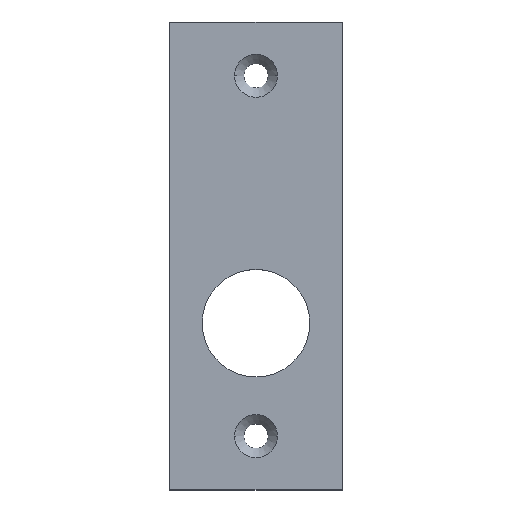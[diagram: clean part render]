
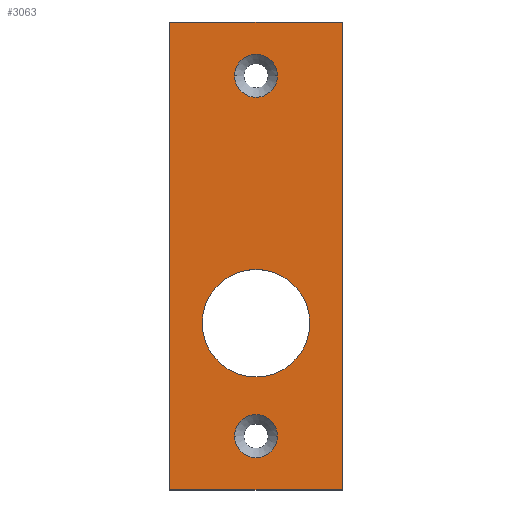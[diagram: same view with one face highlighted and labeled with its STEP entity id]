
A CAD part, top view. The second image highlights one B-rep face of the part: STEP entity #3063.
In plain terms, the highlighted planar face has unit normal (0, 0, 1).
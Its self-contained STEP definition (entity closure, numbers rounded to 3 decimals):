
#64 = DIRECTION ( 'NONE',  ( 0., 1., 0. ) ) ;
#192 = AXIS2_PLACEMENT_3D ( 'NONE', #4604, #5363, #4578 ) ;
#204 = LINE ( 'NONE', #4134, #1209 ) ;
#248 = FACE_BOUND ( 'NONE', #9359, .T. ) ;
#572 = VERTEX_POINT ( 'NONE', #1893 ) ;
#695 = DIRECTION ( 'NONE',  ( 0., 0., -1. ) ) ;
#785 = AXIS2_PLACEMENT_3D ( 'NONE', #3110, #695, #8742 ) ;
#835 = VECTOR ( 'NONE', #2498, 1000. ) ;
#863 = AXIS2_PLACEMENT_3D ( 'NONE', #7077, #8026, #4091 ) ;
#905 = EDGE_CURVE ( 'NONE', #572, #4152, #6025, .T. ) ;
#987 = ORIENTED_EDGE ( 'NONE', *, *, #7685, .T. ) ;
#1209 = VECTOR ( 'NONE', #64, 1000. ) ;
#1210 = CARTESIAN_POINT ( 'NONE',  ( 0., -33.5, 6. ) ) ;
#1475 = ORIENTED_EDGE ( 'NONE', *, *, #4771, .F. ) ;
#1489 = VECTOR ( 'NONE', #7978, 1000. ) ;
#1514 = DIRECTION ( 'NONE',  ( 1., 0., 0. ) ) ;
#1583 = EDGE_CURVE ( 'NONE', #8849, #2097, #3051, .T. ) ;
#1601 = EDGE_CURVE ( 'NONE', #5892, #9181, #3122, .T. ) ;
#1681 = CARTESIAN_POINT ( 'NONE',  ( 0., -12.5, 6. ) ) ;
#1893 = CARTESIAN_POINT ( 'NONE',  ( -16., -43.5, 6. ) ) ;
#2022 = CARTESIAN_POINT ( 'NONE',  ( 0., -33.5, 6. ) ) ;
#2073 = EDGE_CURVE ( 'NONE', #9181, #5892, #8840, .T. ) ;
#2097 = VERTEX_POINT ( 'NONE', #9291 ) ;
#2488 = DIRECTION ( 'NONE',  ( 1., 0., 0. ) ) ;
#2498 = DIRECTION ( 'NONE',  ( 0., -1., 0. ) ) ;
#2889 = CIRCLE ( 'NONE', #785, 4. ) ;
#3009 = EDGE_LOOP ( 'NONE', ( #6693, #1475 ) ) ;
#3051 = LINE ( 'NONE', #7451, #1489 ) ;
#3063 = ADVANCED_FACE ( 'NONE', ( #6296, #5924, #248, #8546 ), #10233, .T. ) ;
#3095 = DIRECTION ( 'NONE',  ( 0., 0., 1. ) ) ;
#3110 = CARTESIAN_POINT ( 'NONE',  ( 0., 33.5, 6. ) ) ;
#3122 = CIRCLE ( 'NONE', #8694, 4. ) ;
#3241 = ORIENTED_EDGE ( 'NONE', *, *, #2073, .T. ) ;
#3379 = CARTESIAN_POINT ( 'NONE',  ( 10., -12.5, 6. ) ) ;
#3405 = ORIENTED_EDGE ( 'NONE', *, *, #1583, .T. ) ;
#3548 = DIRECTION ( 'NONE',  ( 0., 0., -1. ) ) ;
#3690 = DIRECTION ( 'NONE',  ( 1., 0., 0. ) ) ;
#3832 = DIRECTION ( 'NONE',  ( 1., 0., 0. ) ) ;
#3939 = AXIS2_PLACEMENT_3D ( 'NONE', #1681, #4157, #2488 ) ;
#4091 = DIRECTION ( 'NONE',  ( 1., 0., 0. ) ) ;
#4134 = CARTESIAN_POINT ( 'NONE',  ( 16., 43.5, 6. ) ) ;
#4152 = VERTEX_POINT ( 'NONE', #8112 ) ;
#4157 = DIRECTION ( 'NONE',  ( 0., 0., 1. ) ) ;
#4249 = EDGE_CURVE ( 'NONE', #8138, #6791, #2889, .T. ) ;
#4578 = DIRECTION ( 'NONE',  ( 1., 0., 0. ) ) ;
#4604 = CARTESIAN_POINT ( 'NONE',  ( 0., 0., 6. ) ) ;
#4771 = EDGE_CURVE ( 'NONE', #10401, #9724, #6151, .T. ) ;
#4856 = CARTESIAN_POINT ( 'NONE',  ( 4., -33.5, 6. ) ) ;
#4920 = ORIENTED_EDGE ( 'NONE', *, *, #7902, .T. ) ;
#5146 = DIRECTION ( 'NONE',  ( 1., 0., 0. ) ) ;
#5363 = DIRECTION ( 'NONE',  ( 0., 0., 1. ) ) ;
#5569 = ORIENTED_EDGE ( 'NONE', *, *, #1601, .T. ) ;
#5811 = AXIS2_PLACEMENT_3D ( 'NONE', #1210, #10106, #3690 ) ;
#5892 = VERTEX_POINT ( 'NONE', #4856 ) ;
#5924 = FACE_BOUND ( 'NONE', #6086, .T. ) ;
#5958 = CARTESIAN_POINT ( 'NONE',  ( 16., 43.5, 6. ) ) ;
#6025 = LINE ( 'NONE', #8627, #10449 ) ;
#6059 = CARTESIAN_POINT ( 'NONE',  ( -4., 33.5, 6. ) ) ;
#6086 = EDGE_LOOP ( 'NONE', ( #5569, #3241 ) ) ;
#6151 = CIRCLE ( 'NONE', #7261, 10. ) ;
#6296 = FACE_BOUND ( 'NONE', #3009, .T. ) ;
#6693 = ORIENTED_EDGE ( 'NONE', *, *, #8654, .F. ) ;
#6745 = ORIENTED_EDGE ( 'NONE', *, *, #8202, .T. ) ;
#6791 = VERTEX_POINT ( 'NONE', #9877 ) ;
#7077 = CARTESIAN_POINT ( 'NONE',  ( 0., 33.5, 6. ) ) ;
#7136 = ORIENTED_EDGE ( 'NONE', *, *, #905, .T. ) ;
#7261 = AXIS2_PLACEMENT_3D ( 'NONE', #10307, #3095, #1514 ) ;
#7263 = LINE ( 'NONE', #9025, #835 ) ;
#7451 = CARTESIAN_POINT ( 'NONE',  ( -16., 43.5, 6. ) ) ;
#7610 = CIRCLE ( 'NONE', #863, 4. ) ;
#7685 = EDGE_CURVE ( 'NONE', #2097, #572, #7263, .T. ) ;
#7790 = EDGE_LOOP ( 'NONE', ( #6745, #3405, #987, #7136 ) ) ;
#7869 = CIRCLE ( 'NONE', #3939, 10. ) ;
#7902 = EDGE_CURVE ( 'NONE', #6791, #8138, #7610, .T. ) ;
#7978 = DIRECTION ( 'NONE',  ( -1., 0., 0. ) ) ;
#8026 = DIRECTION ( 'NONE',  ( 0., 0., -1. ) ) ;
#8112 = CARTESIAN_POINT ( 'NONE',  ( 16., -43.5, 6. ) ) ;
#8138 = VERTEX_POINT ( 'NONE', #6059 ) ;
#8142 = ORIENTED_EDGE ( 'NONE', *, *, #4249, .T. ) ;
#8202 = EDGE_CURVE ( 'NONE', #4152, #8849, #204, .T. ) ;
#8546 = FACE_OUTER_BOUND ( 'NONE', #7790, .T. ) ;
#8627 = CARTESIAN_POINT ( 'NONE',  ( -16., -43.5, 6. ) ) ;
#8654 = EDGE_CURVE ( 'NONE', #9724, #10401, #7869, .T. ) ;
#8694 = AXIS2_PLACEMENT_3D ( 'NONE', #2022, #3548, #5146 ) ;
#8742 = DIRECTION ( 'NONE',  ( 1., 0., 0. ) ) ;
#8840 = CIRCLE ( 'NONE', #5811, 4. ) ;
#8849 = VERTEX_POINT ( 'NONE', #5958 ) ;
#9025 = CARTESIAN_POINT ( 'NONE',  ( -16., 43.5, 6. ) ) ;
#9181 = VERTEX_POINT ( 'NONE', #10003 ) ;
#9291 = CARTESIAN_POINT ( 'NONE',  ( -16., 43.5, 6. ) ) ;
#9359 = EDGE_LOOP ( 'NONE', ( #4920, #8142 ) ) ;
#9724 = VERTEX_POINT ( 'NONE', #3379 ) ;
#9877 = CARTESIAN_POINT ( 'NONE',  ( 4., 33.5, 6. ) ) ;
#9913 = CARTESIAN_POINT ( 'NONE',  ( -10., -12.5, 6. ) ) ;
#10003 = CARTESIAN_POINT ( 'NONE',  ( -4., -33.5, 6. ) ) ;
#10106 = DIRECTION ( 'NONE',  ( 0., 0., -1. ) ) ;
#10233 = PLANE ( 'NONE',  #192 ) ;
#10307 = CARTESIAN_POINT ( 'NONE',  ( 0., -12.5, 6. ) ) ;
#10401 = VERTEX_POINT ( 'NONE', #9913 ) ;
#10449 = VECTOR ( 'NONE', #3832, 1000. ) ;
